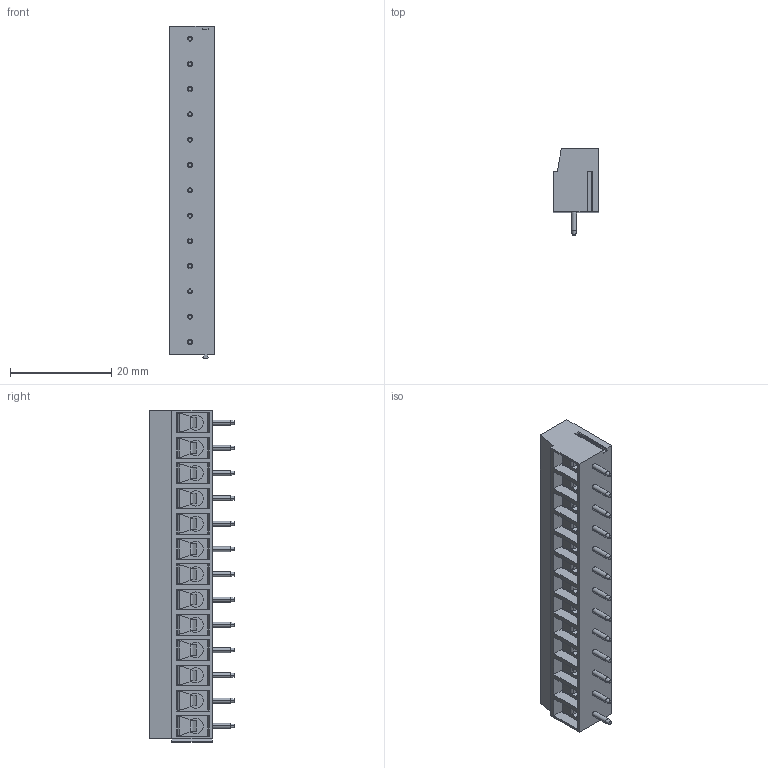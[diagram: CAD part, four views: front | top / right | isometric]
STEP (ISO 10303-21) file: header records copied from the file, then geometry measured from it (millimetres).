
FILE_DESCRIPTION((''),'2;1');
FILE_NAME('PRT0050','2024-10-19T',('yanfa'),(''),'PRO/ENGINEER BY PARAMETRIC TECHNOLOGY CORPORATION, 2009280','PRO/ENGINEER BY PARAMETRIC TECHNOLOGY CORPORATION, 2009280','');
FILE_SCHEMA(('AUTOMOTIVE_DESIGN_CC2 { 1 2 10303 214 -1 1 5 2 }'));
Length unit declared in the file: millimetre
Products named in the file (1): PRT0050
Bounding box: 9 x 17 x 65.68 mm (x, y, z)
Volume: 5650.9 mm3; surface area: 5597.8 mm2
Topology: 1 solids, 1 shells, 869 faces, 2276 edges, 1474 vertices
Faces by surface type: plane 432, cylinder 255, extrusion 78, cone 78, torus 26
Entity records: 27734 total; most frequent: CARTESIAN_POINT 6340, ORIENTED_EDGE 4552, DIRECTION 4264, EDGE_CURVE 2276, VERTEX_POINT 1474, AXIS2_PLACEMENT_3D 1431, VECTOR 1402, LINE 1324
